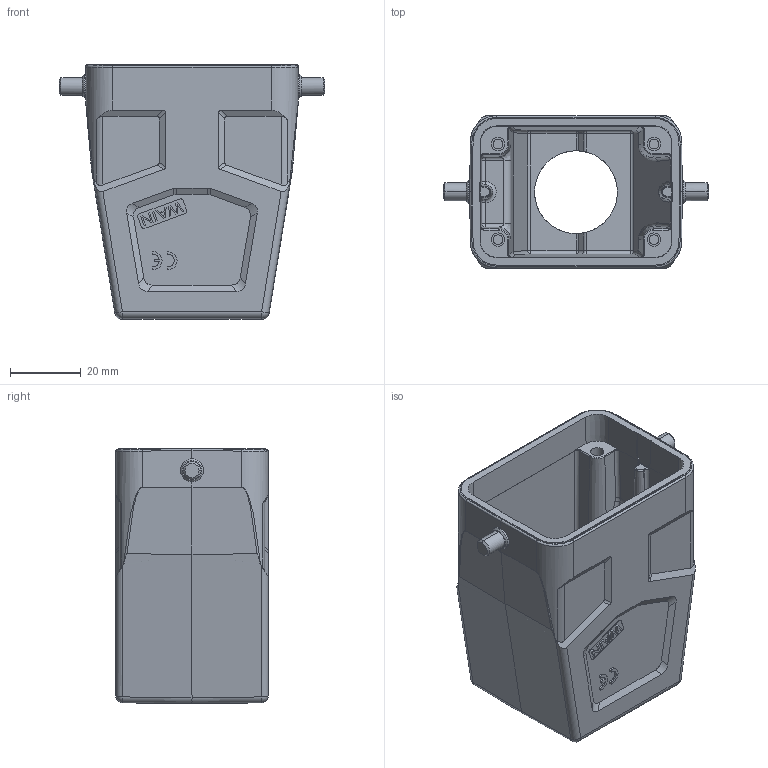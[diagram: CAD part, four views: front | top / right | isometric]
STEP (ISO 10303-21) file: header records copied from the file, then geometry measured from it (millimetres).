
FILE_DESCRIPTION((''),'2;1');
FILE_NAME('3D_1112064105001_EMC_W6B-TEH-2B','2024-01-19T',('p.yu'),(''),'PRO/ENGINEER BY PARAMETRIC TECHNOLOGY CORPORATION, 2012480','PRO/ENGINEER BY PARAMETRIC TECHNOLOGY CORPORATION, 2012480','');
FILE_SCHEMA(('CONFIG_CONTROL_DESIGN'));
Length unit declared in the file: millimetre
Products named in the file (1): 3D_1112064105001_EMC_W6B-TEH-2B
Bounding box: 75 x 43 x 72 mm (x, y, z)
Volume: 57218.6 mm3; surface area: 27983.5 mm2
Topology: 1 solids, 1 shells, 451 faces, 1180 edges, 740 vertices
Faces by surface type: plane 204, cylinder 151, bspline 25, extrusion 20, cone 18, torus 17, sphere 16
Entity records: 16745 total; most frequent: CARTESIAN_POINT 6104, ORIENTED_EDGE 2328, DIRECTION 2000, EDGE_CURVE 1164, VERTEX_POINT 740, VECTOR 684, LINE 664, AXIS2_PLACEMENT_3D 658
